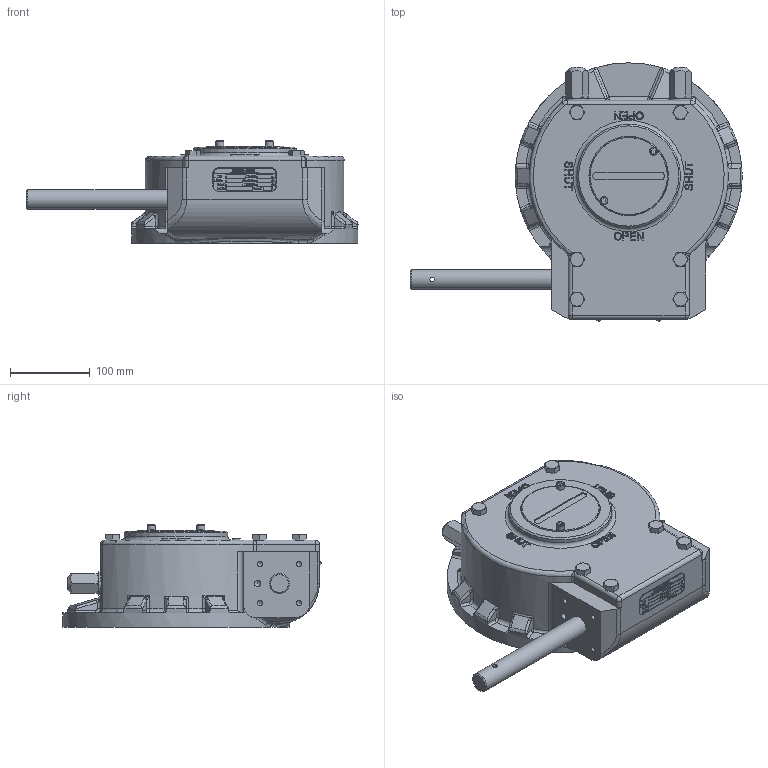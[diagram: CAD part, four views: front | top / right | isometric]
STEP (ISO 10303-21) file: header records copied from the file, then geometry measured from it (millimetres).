
FILE_DESCRIPTION(/* description */ ('Unknown'),/* implementation_level */ '2;1');
FILE_NAME(/* name */ 'AB1950SS RH r01',/* time_stamp */ '2018-07-13T08:16:54+02:00',/* author */ ('Unknown'),/* organization */ ('Unknown'),/* preprocessor_version */ 'ST-DEVELOPER v16.7',/* originating_system */ 'DEX',/* authorisation */ $);
FILE_SCHEMA (('AUTOMOTIVE_DESIGN {1 0 10303 214 3 1 1}'));
Length unit declared in the file: millimetre
Products named in the file (1): AB1950SS RH
Bounding box: 417.44 x 325 x 128.9 mm (x, y, z)
Volume: 6687203.9 mm3; surface area: 317583.5 mm2
Topology: 1 solids, 8 shells, 1758 faces, 4444 edges, 2887 vertices
Faces by surface type: plane 1226, bspline 311, cylinder 115, cone 69, torus 31, sphere 6
Full cylindrical faces by diameter (mm): 2.9 x2, 6 x1, 6.647 x8, 6.7 x2, 8 x2, 10 x2, 17 x2, 25 x1, 30 x3, 32 x2, 94 x1, 97 x1, 99 x4, 100 x4, 130 x1
Entity records: 75487 total; most frequent: CARTESIAN_POINT 24857, ORIENTED_EDGE 8568, DIRECTION 6246, EDGE_CURVE 4284, VERTEX_POINT 2856, LINE 2596, VECTOR 2596, FACE_BOUND 2088
